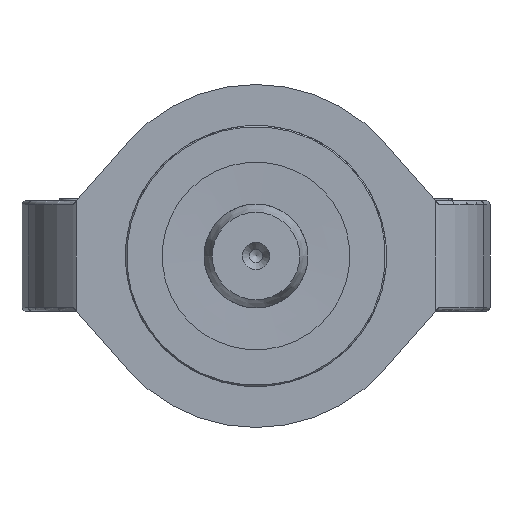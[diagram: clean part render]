
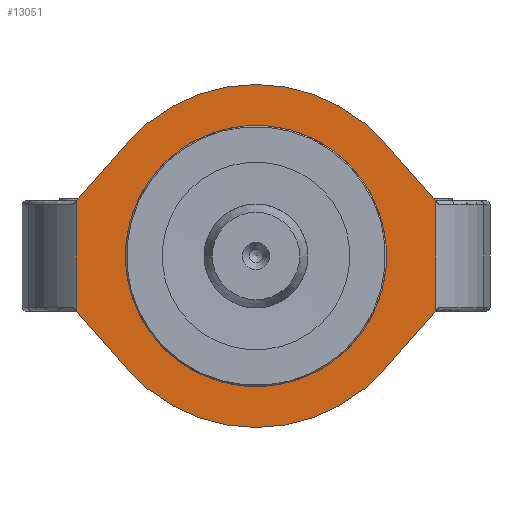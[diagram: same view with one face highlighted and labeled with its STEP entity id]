
A CAD part, front view. The second image highlights one B-rep face of the part: STEP entity #13051.
In plain terms, the highlighted planar face has unit normal (0, -1, 0).
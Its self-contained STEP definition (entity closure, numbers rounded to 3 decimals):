
#308=CIRCLE('',#13754,32.);
#363=CIRCLE('',#13865,42.);
#364=CIRCLE('',#13869,42.);
#580=FACE_BOUND('',#2472,.T.);
#1686=FACE_OUTER_BOUND('',#2471,.T.);
#2471=EDGE_LOOP('',(#10283,#10284,#10285,#10286,#10287,#10288,#10289,#10290));
#2472=EDGE_LOOP('',(#10291));
#3547=LINE('',#20164,#4644);
#3551=LINE('',#20181,#4648);
#3567=LINE('',#20591,#4664);
#3569=LINE('',#20597,#4666);
#3571=LINE('',#20601,#4668);
#3573=LINE('',#20607,#4670);
#4644=VECTOR('',#15545,10.);
#4648=VECTOR('',#15565,10.);
#4664=VECTOR('',#15701,10.);
#4666=VECTOR('',#15709,10.);
#4668=VECTOR('',#15713,10.);
#4670=VECTOR('',#15721,10.);
#5686=VERTEX_POINT('',#20045);
#5714=VERTEX_POINT('',#20156);
#5717=VERTEX_POINT('',#20162);
#5721=VERTEX_POINT('',#20178);
#5722=VERTEX_POINT('',#20180);
#5748=VERTEX_POINT('',#20589);
#5749=VERTEX_POINT('',#20593);
#5750=VERTEX_POINT('',#20599);
#5751=VERTEX_POINT('',#20603);
#7257=EDGE_CURVE('',#5686,#5686,#308,.T.);
#7301=EDGE_CURVE('',#5717,#5714,#3547,.T.);
#7309=EDGE_CURVE('',#5721,#5722,#3551,.T.);
#7369=EDGE_CURVE('',#5721,#5748,#3567,.T.);
#7371=EDGE_CURVE('',#5748,#5749,#363,.T.);
#7372=EDGE_CURVE('',#5749,#5714,#3569,.T.);
#7374=EDGE_CURVE('',#5717,#5750,#3571,.T.);
#7376=EDGE_CURVE('',#5750,#5751,#364,.T.);
#7377=EDGE_CURVE('',#5751,#5722,#3573,.T.);
#10283=ORIENTED_EDGE('',*,*,#7309,.F.);
#10284=ORIENTED_EDGE('',*,*,#7369,.T.);
#10285=ORIENTED_EDGE('',*,*,#7371,.T.);
#10286=ORIENTED_EDGE('',*,*,#7372,.T.);
#10287=ORIENTED_EDGE('',*,*,#7301,.F.);
#10288=ORIENTED_EDGE('',*,*,#7374,.T.);
#10289=ORIENTED_EDGE('',*,*,#7376,.T.);
#10290=ORIENTED_EDGE('',*,*,#7377,.T.);
#10291=ORIENTED_EDGE('',*,*,#7257,.T.);
#12442=PLANE('',#13871);
#13051=ADVANCED_FACE('',(#1686,#580),#12442,.T.);
#13754=AXIS2_PLACEMENT_3D('',#20046,#15444,#15445);
#13865=AXIS2_PLACEMENT_3D('',#20595,#15705,#15706);
#13869=AXIS2_PLACEMENT_3D('',#20605,#15717,#15718);
#13871=AXIS2_PLACEMENT_3D('',#20608,#15722,#15723);
#15444=DIRECTION('center_axis',(0.,1.,0.));
#15445=DIRECTION('ref_axis',(-1.,0.,0.));
#15545=DIRECTION('',(0.,0.,1.));
#15565=DIRECTION('',(0.,0.,-1.));
#15701=DIRECTION('',(-0.659,0.,0.752));
#15705=DIRECTION('center_axis',(0.,-1.,0.));
#15706=DIRECTION('ref_axis',(0.752,0.,0.659));
#15709=DIRECTION('',(-0.659,0.,-0.752));
#15713=DIRECTION('',(0.659,0.,-0.752));
#15717=DIRECTION('center_axis',(0.,-1.,0.));
#15718=DIRECTION('ref_axis',(-0.752,0.,-0.659));
#15721=DIRECTION('',(0.659,0.,0.752));
#15722=DIRECTION('center_axis',(0.,-1.,0.));
#15723=DIRECTION('ref_axis',(1.,0.,0.));
#20045=CARTESIAN_POINT('',(32.,-61.,0.));
#20046=CARTESIAN_POINT('Origin',(0.,-61.,0.));
#20156=CARTESIAN_POINT('',(-44.,-61.,13.5));
#20162=CARTESIAN_POINT('',(-44.,-61.,-13.5));
#20164=CARTESIAN_POINT('',(-44.,-61.,0.));
#20178=CARTESIAN_POINT('',(44.,-61.,13.5));
#20180=CARTESIAN_POINT('',(44.,-61.,-13.5));
#20181=CARTESIAN_POINT('',(44.,-61.,0.));
#20589=CARTESIAN_POINT('',(31.604,-61.,27.663));
#20591=CARTESIAN_POINT('',(44.,-61.,13.5));
#20593=CARTESIAN_POINT('',(-31.604,-61.,27.663));
#20595=CARTESIAN_POINT('Origin',(0.,-61.,0.));
#20597=CARTESIAN_POINT('',(-31.604,-61.,27.663));
#20599=CARTESIAN_POINT('',(-31.604,-61.,-27.663));
#20601=CARTESIAN_POINT('',(-44.,-61.,-13.5));
#20603=CARTESIAN_POINT('',(31.604,-61.,-27.663));
#20605=CARTESIAN_POINT('Origin',(0.,-61.,0.));
#20607=CARTESIAN_POINT('',(31.604,-61.,-27.663));
#20608=CARTESIAN_POINT('Origin',(-44.,-61.,0.));
